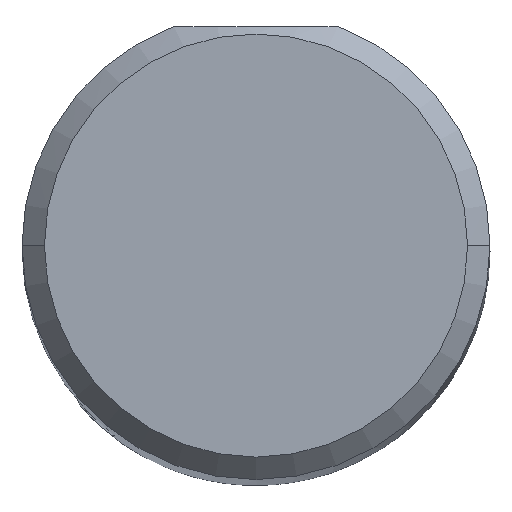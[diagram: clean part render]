
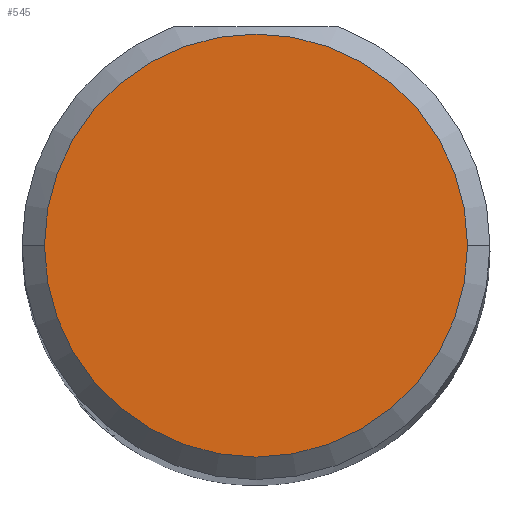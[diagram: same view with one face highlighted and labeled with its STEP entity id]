
A CAD part, top view. The second image highlights one B-rep face of the part: STEP entity #545.
In plain terms, the highlighted planar face has unit normal (0, 0, 1).
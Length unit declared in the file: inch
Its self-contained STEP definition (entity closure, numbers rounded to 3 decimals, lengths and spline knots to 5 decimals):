
#70 = CIRCLE ( 'NONE', #632, 0.14125 ) ;
#166 = DIRECTION ( 'NONE',  ( 1., 0., 0. ) ) ;
#179 = CARTESIAN_POINT ( 'NONE',  ( 0.14125, 0., 2.5 ) ) ;
#225 = CIRCLE ( 'NONE', #782, 0.14125 ) ;
#226 = CARTESIAN_POINT ( 'NONE',  ( 0., 0., 2.5 ) ) ;
#240 = CARTESIAN_POINT ( 'NONE',  ( 0., 0., 2.5 ) ) ;
#267 = EDGE_LOOP ( 'NONE', ( #402, #783 ) ) ;
#282 = EDGE_CURVE ( 'NONE', #636, #367, #225, .T. ) ;
#297 = DIRECTION ( 'NONE',  ( 0., 0., 1. ) ) ;
#302 = AXIS2_PLACEMENT_3D ( 'NONE', #240, #626, #166 ) ;
#309 = CARTESIAN_POINT ( 'NONE',  ( 0., 0., 2.5 ) ) ;
#367 = VERTEX_POINT ( 'NONE', #507 ) ;
#376 = FACE_OUTER_BOUND ( 'NONE', #267, .T. ) ;
#379 = PLANE ( 'NONE',  #302 ) ;
#402 = ORIENTED_EDGE ( 'NONE', *, *, #571, .T. ) ;
#507 = CARTESIAN_POINT ( 'NONE',  ( -0.14125, 0., 2.5 ) ) ;
#510 = DIRECTION ( 'NONE',  ( 0., 0., 1. ) ) ;
#545 = ADVANCED_FACE ( 'NONE', ( #376 ), #379, .T. ) ;
#571 = EDGE_CURVE ( 'NONE', #367, #636, #70, .T. ) ;
#626 = DIRECTION ( 'NONE',  ( 0., 0., 1. ) ) ;
#632 = AXIS2_PLACEMENT_3D ( 'NONE', #309, #510, #752 ) ;
#636 = VERTEX_POINT ( 'NONE', #179 ) ;
#733 = DIRECTION ( 'NONE',  ( 1., 0., 0. ) ) ;
#752 = DIRECTION ( 'NONE',  ( 1., 0., 0. ) ) ;
#782 = AXIS2_PLACEMENT_3D ( 'NONE', #226, #297, #733 ) ;
#783 = ORIENTED_EDGE ( 'NONE', *, *, #282, .T. ) ;
